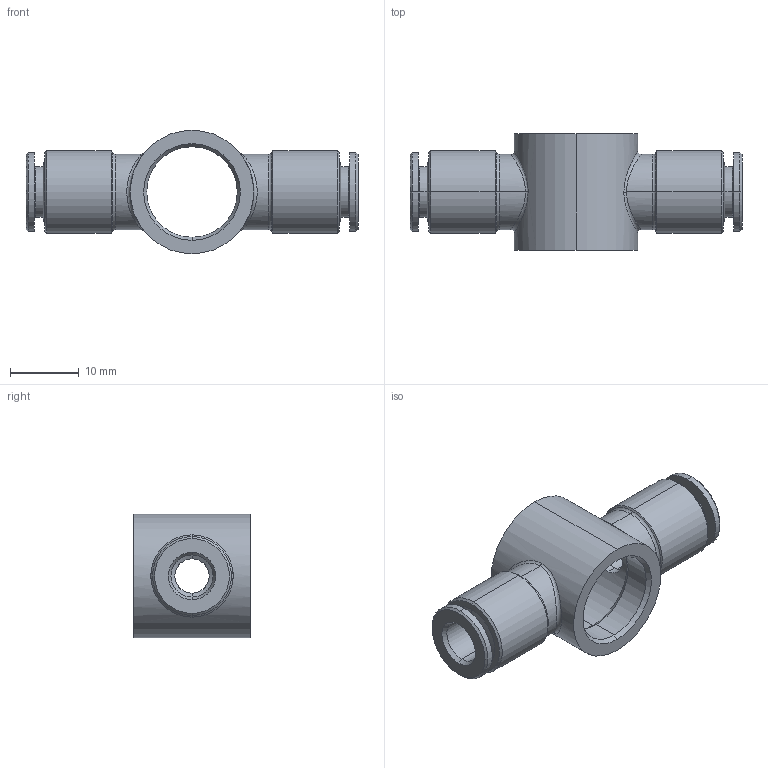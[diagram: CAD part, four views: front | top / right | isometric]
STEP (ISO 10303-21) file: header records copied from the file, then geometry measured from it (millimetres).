
FILE_DESCRIPTION (( 'STEP AP203' ), '1' );
FILE_NAME ('A0260032.STEP', '2009-12-11T13:52:19', ( '' ), ( 'sopra-pneumatic' ), 'SwSTEP 2.0', 'SolidWorks 2009', '' );
FILE_SCHEMA (( 'CONFIG_CONTROL_DESIGN' ));
Length unit declared in the file: millimetre
Products named in the file (1): A0260032
Bounding box: 48.4 x 17 x 18 mm (x, y, z)
Volume: 4025.4 mm3; surface area: 3863.9 mm2
Topology: 1 solids, 1 shells, 84 faces, 176 edges, 100 vertices
Faces by surface type: cone 36, cylinder 32, plane 8, bspline 4, torus 4
Entity records: 4709 total; most frequent: CARTESIAN_POINT 2809, DIRECTION 414, ORIENTED_EDGE 352, EDGE_CURVE 176, AXIS2_PLACEMENT_3D 173, VERTEX_POINT 100, EDGE_LOOP 96, CIRCLE 92
